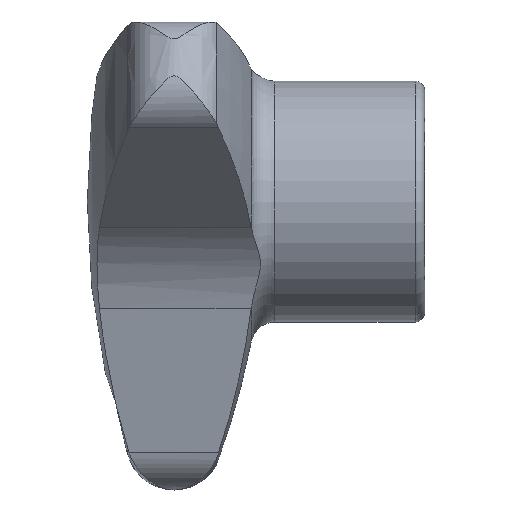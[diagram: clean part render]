
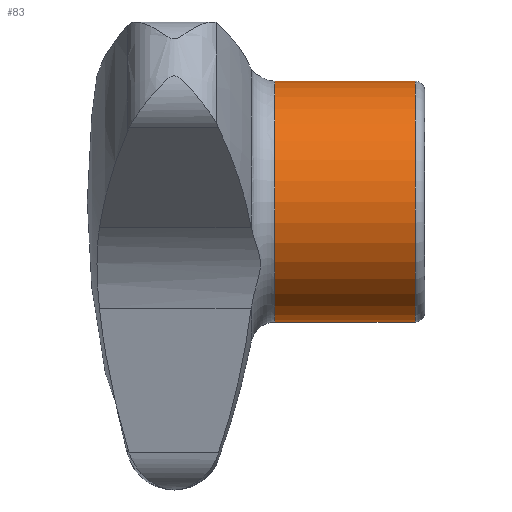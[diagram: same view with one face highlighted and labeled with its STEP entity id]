
A CAD part, left-side view. The second image highlights one B-rep face of the part: STEP entity #83.
In plain terms, the highlighted cylindrical face has radius 12.5 mm (diameter 25 mm), a full revolution.
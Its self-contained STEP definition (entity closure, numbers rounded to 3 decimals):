
#83 = ADVANCED_FACE( '', ( #119, #120 ), #121, .T. );
#119 = FACE_OUTER_BOUND( '', #198, .T. );
#120 = FACE_OUTER_BOUND( '', #199, .T. );
#121 = CYLINDRICAL_SURFACE( '', #200, 12.5 );
#198 = EDGE_LOOP( '', ( #336 ) );
#199 = EDGE_LOOP( '', ( #337 ) );
#200 = AXIS2_PLACEMENT_3D( '', #338, #339, #340 );
#336 = ORIENTED_EDGE( '', *, *, #512, .F. );
#337 = ORIENTED_EDGE( '', *, *, #513, .T. );
#338 = CARTESIAN_POINT( '', ( 0., 0., 0. ) );
#339 = DIRECTION( '', ( 0., 1., 0. ) );
#340 = DIRECTION( '', ( 0., 0., -1. ) );
#512 = EDGE_CURVE( '', #603, #603, #604, .T. );
#513 = EDGE_CURVE( '', #605, #605, #606, .T. );
#603 = VERTEX_POINT( '', #866 );
#604 = CIRCLE( '', #867, 12.5 );
#605 = VERTEX_POINT( '', #868 );
#606 = CIRCLE( '', #869, 12.5 );
#866 = CARTESIAN_POINT( '', ( 0., 1., -12.5 ) );
#867 = AXIS2_PLACEMENT_3D( '', #1198, #1199, #1200 );
#868 = CARTESIAN_POINT( '', ( 0., 15.537, -12.5 ) );
#869 = AXIS2_PLACEMENT_3D( '', #1201, #1202, #1203 );
#1198 = CARTESIAN_POINT( '', ( 0., 1., 0. ) );
#1199 = DIRECTION( '', ( 0., -1., 0. ) );
#1200 = DIRECTION( '', ( 0., 0., -1. ) );
#1201 = CARTESIAN_POINT( '', ( 0., 15.537, 0. ) );
#1202 = DIRECTION( '', ( 0., -1., 0. ) );
#1203 = DIRECTION( '', ( 0., 0., -1. ) );
